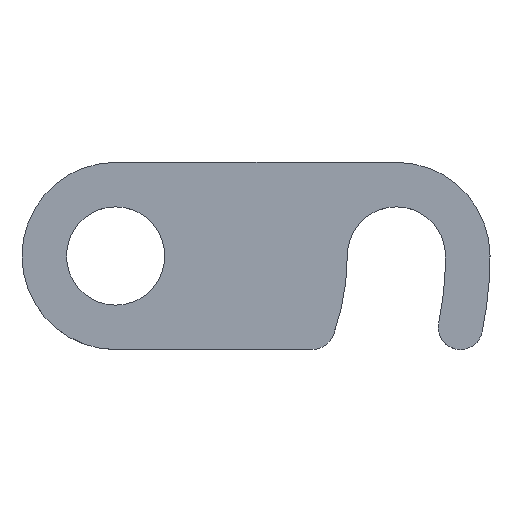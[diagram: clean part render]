
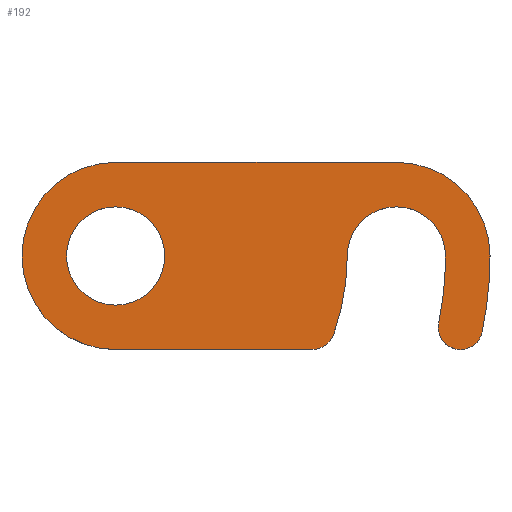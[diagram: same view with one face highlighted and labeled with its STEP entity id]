
A CAD part, top view. The second image highlights one B-rep face of the part: STEP entity #192.
In plain terms, the highlighted planar face has unit normal (0, 0, 1).
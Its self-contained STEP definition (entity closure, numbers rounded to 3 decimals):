
#88=AXIS2_PLACEMENT_3D('Circle Axis2P3D',#86,#87,$) ;
#106=AXIS2_PLACEMENT_3D('Plane Axis2P3D',#103,#104,#105) ;
#117=AXIS2_PLACEMENT_3D('Circle Axis2P3D',#115,#116,$) ;
#124=AXIS2_PLACEMENT_3D('Circle Axis2P3D',#122,#123,$) ;
#131=AXIS2_PLACEMENT_3D('Circle Axis2P3D',#129,#130,$) ;
#138=AXIS2_PLACEMENT_3D('Circle Axis2P3D',#136,#137,$) ;
#145=AXIS2_PLACEMENT_3D('Circle Axis2P3D',#143,#144,$) ;
#152=AXIS2_PLACEMENT_3D('Circle Axis2P3D',#150,#151,$) ;
#159=AXIS2_PLACEMENT_3D('Circle Axis2P3D',#157,#158,$) ;
#176=AXIS2_PLACEMENT_3D('Circle Axis2P3D',#174,#175,$) ;
#185=AXIS2_PLACEMENT_3D('Circle Axis2P3D',#183,#184,$) ;
#41=CARTESIAN_POINT('Vertex',(4.,8.,1.5)) ;
#46=CARTESIAN_POINT('Line Origine',(10.,8.,1.5)) ;
#50=CARTESIAN_POINT('Vertex',(16.,8.,1.5)) ;
#81=CARTESIAN_POINT('Vertex',(4.,0.,1.5)) ;
#86=CARTESIAN_POINT('Axis2P3D Location',(4.,4.,1.5)) ;
#103=CARTESIAN_POINT('Axis2P3D Location',(4.,4.,1.5)) ;
#108=CARTESIAN_POINT('Line Origine',(8.19,0.,1.5)) ;
#112=CARTESIAN_POINT('Vertex',(12.379,0.,1.5)) ;
#115=CARTESIAN_POINT('Axis2P3D Location',(12.379,1.,1.5)) ;
#119=CARTESIAN_POINT('Vertex',(13.321,0.663,1.5)) ;
#122=CARTESIAN_POINT('Axis2P3D Location',(4.,4.,1.5)) ;
#126=CARTESIAN_POINT('Vertex',(13.9,4.,1.5)) ;
#129=CARTESIAN_POINT('Axis2P3D Location',(16.,4.,1.5)) ;
#133=CARTESIAN_POINT('Vertex',(18.1,4.,1.5)) ;
#136=CARTESIAN_POINT('Axis2P3D Location',(4.,4.,1.5)) ;
#140=CARTESIAN_POINT('Vertex',(17.807,1.143,1.5)) ;
#143=CARTESIAN_POINT('Axis2P3D Location',(18.738,0.95,1.5)) ;
#147=CARTESIAN_POINT('Vertex',(19.668,0.757,1.5)) ;
#150=CARTESIAN_POINT('Axis2P3D Location',(4.,4.,1.5)) ;
#154=CARTESIAN_POINT('Vertex',(20.,4.,1.5)) ;
#157=CARTESIAN_POINT('Axis2P3D Location',(16.,4.,1.5)) ;
#174=CARTESIAN_POINT('Axis2P3D Location',(4.,4.,1.5)) ;
#178=CARTESIAN_POINT('Vertex',(1.9,4.,1.5)) ;
#180=CARTESIAN_POINT('Vertex',(6.1,4.,1.5)) ;
#183=CARTESIAN_POINT('Axis2P3D Location',(4.,4.,1.5)) ;
#47=DIRECTION('Vector Direction',(1.,0.,0.)) ;
#87=DIRECTION('Axis2P3D Direction',(0.,0.,-1.)) ;
#104=DIRECTION('Axis2P3D Direction',(0.,0.,-1.)) ;
#105=DIRECTION('Axis2P3D XDirection',(-1.,0.,0.)) ;
#109=DIRECTION('Vector Direction',(1.,0.,0.)) ;
#116=DIRECTION('Axis2P3D Direction',(0.,0.,-1.)) ;
#123=DIRECTION('Axis2P3D Direction',(0.,0.,-1.)) ;
#130=DIRECTION('Axis2P3D Direction',(0.,0.,-1.)) ;
#137=DIRECTION('Axis2P3D Direction',(0.,0.,-1.)) ;
#144=DIRECTION('Axis2P3D Direction',(0.,0.,-1.)) ;
#151=DIRECTION('Axis2P3D Direction',(0.,0.,-1.)) ;
#158=DIRECTION('Axis2P3D Direction',(0.,0.,-1.)) ;
#175=DIRECTION('Axis2P3D Direction',(0.,0.,-1.)) ;
#184=DIRECTION('Axis2P3D Direction',(0.,0.,-1.)) ;
#48=VECTOR('Line Direction',#47,1.) ;
#110=VECTOR('Line Direction',#109,1.) ;
#163=ORIENTED_EDGE('',*,*,#90,.F.) ;
#164=ORIENTED_EDGE('',*,*,#114,.F.) ;
#165=ORIENTED_EDGE('',*,*,#121,.F.) ;
#166=ORIENTED_EDGE('',*,*,#128,.F.) ;
#167=ORIENTED_EDGE('',*,*,#135,.F.) ;
#168=ORIENTED_EDGE('',*,*,#142,.F.) ;
#169=ORIENTED_EDGE('',*,*,#149,.F.) ;
#170=ORIENTED_EDGE('',*,*,#156,.F.) ;
#171=ORIENTED_EDGE('',*,*,#161,.F.) ;
#172=ORIENTED_EDGE('',*,*,#52,.F.) ;
#189=ORIENTED_EDGE('',*,*,#182,.T.) ;
#190=ORIENTED_EDGE('',*,*,#187,.T.) ;
#191=FACE_BOUND('',#188,.T.) ;
#192=ADVANCED_FACE('Koerper.2',(#173,#191),#107,.F.) ;
#89=CIRCLE('generated circle',#88,4.) ;
#118=CIRCLE('generated circle',#117,1.) ;
#125=CIRCLE('generated circle',#124,9.9) ;
#132=CIRCLE('generated circle',#131,2.1) ;
#139=CIRCLE('generated circle',#138,14.1) ;
#146=CIRCLE('generated circle',#145,0.95) ;
#153=CIRCLE('generated circle',#152,16.) ;
#160=CIRCLE('generated circle',#159,4.) ;
#177=CIRCLE('generated circle',#176,2.1) ;
#186=CIRCLE('generated circle',#185,2.1) ;
#52=EDGE_CURVE('',#42,#51,#49,.T.) ;
#90=EDGE_CURVE('',#82,#42,#89,.T.) ;
#114=EDGE_CURVE('',#113,#82,#111,.F.) ;
#121=EDGE_CURVE('',#120,#113,#118,.T.) ;
#128=EDGE_CURVE('',#127,#120,#125,.T.) ;
#135=EDGE_CURVE('',#134,#127,#132,.F.) ;
#142=EDGE_CURVE('',#141,#134,#139,.F.) ;
#149=EDGE_CURVE('',#148,#141,#146,.T.) ;
#156=EDGE_CURVE('',#155,#148,#153,.T.) ;
#161=EDGE_CURVE('',#51,#155,#160,.T.) ;
#182=EDGE_CURVE('',#179,#181,#177,.T.) ;
#187=EDGE_CURVE('',#181,#179,#186,.T.) ;
#162=EDGE_LOOP('',(#163,#164,#165,#166,#167,#168,#169,#170,#171,#172)) ;
#188=EDGE_LOOP('',(#189,#190)) ;
#173=FACE_OUTER_BOUND('',#162,.T.) ;
#49=LINE('Line',#46,#48) ;
#111=LINE('Line',#108,#110) ;
#107=PLANE('',#106) ;
#42=VERTEX_POINT('',#41) ;
#51=VERTEX_POINT('',#50) ;
#82=VERTEX_POINT('',#81) ;
#113=VERTEX_POINT('',#112) ;
#120=VERTEX_POINT('',#119) ;
#127=VERTEX_POINT('',#126) ;
#134=VERTEX_POINT('',#133) ;
#141=VERTEX_POINT('',#140) ;
#148=VERTEX_POINT('',#147) ;
#155=VERTEX_POINT('',#154) ;
#179=VERTEX_POINT('',#178) ;
#181=VERTEX_POINT('',#180) ;
